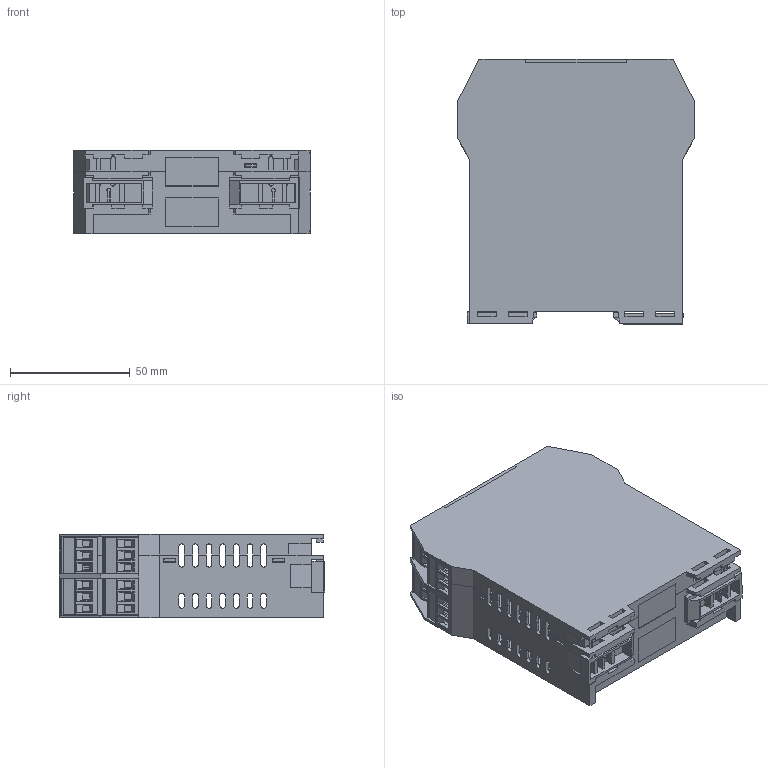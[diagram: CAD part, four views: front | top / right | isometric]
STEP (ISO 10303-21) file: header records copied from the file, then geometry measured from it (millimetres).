
FILE_DESCRIPTION(/* description */ (''),/* implementation_level */ '2;1');
FILE_NAME(/* name */ 'Z-GPRS3.iam.stp',/* time_stamp */ '2017-03-13T15:34:16+01:00',/* author */ ('teso'),/* organization */ (''),/* preprocessor_version */ 'ST-DEVELOPER v16.5',/* originating_system */ 'Autodesk Inventor 2017',/* authorisation */ '');
FILE_SCHEMA (('CONFIG_CONTROL_DESIGN','AUTOMOTIVE_DESIGN { 1 0 10303 214 3 1 1 }'));
Products named in the file (18): Z-GPRS3; contenitore; gancio fissaggio; connettore bus; contenitore_1; Fix1_MIR1; Coperchio-post.; Coperchio-ant.2; MSTB_2.5_3-ST-5.08; MSTB_2.5_3-ST-5.08_CPY; MSTB_2.5_3-ST-5.08_MIR; MSTB_2.5_3-ST-5.08_CPY_MIR; MSTB_2.5_3-ST-5.08_MIR1; MSTB_2.5_3-ST-5.08_CPY_MIR1; MSTB_2.5_3-ST-5.08_MIR_MIR; MSTB_2.5_3-ST-5.08_CPY_MIR_MIR; micro usb; COPRI-INTERNO
Assembly tree (18 placements, depth 2):
  Z-GPRS3
    contenitore
    gancio fissaggio
    connettore bus
    Coperchio-post.  x2
    contenitore_1
    Fix1_MIR1
    Coperchio-ant.2
    MSTB_2.5_3-ST-5.08
    MSTB_2.5_3-ST-5.08_CPY
    MSTB_2.5_3-ST-5.08_MIR
    MSTB_2.5_3-ST-5.08_CPY_MIR
    MSTB_2.5_3-ST-5.08_MIR1
    MSTB_2.5_3-ST-5.08_CPY_MIR1
    MSTB_2.5_3-ST-5.08_MIR_MIR
    MSTB_2.5_3-ST-5.08_CPY_MIR_MIR
    micro usb
    COPRI-INTERNO
Bounding box: 98.5 x 110.73 x 35 mm (x, y, z)
Volume: 72666.1 mm3; surface area: 90665.9 mm2
Topology: 18 solids, 18 shells, 2702 faces, 7201 edges, 4694 vertices
Faces by surface type: plane 2169, cylinder 529, cone 4
Full cylindrical faces by diameter (mm): 0.609 x8, 1.4 x24, 1.5 x4, 1.6 x4, 2.8 x24, 3 x4, 3.783 x24, 4 x24
Entity records: 83990 total; most frequent: CARTESIAN_POINT 14391, ORIENTED_EDGE 14042, DIRECTION 13707, EDGE_CURVE 7021, LINE 5799, VECTOR 5799, VERTEX_POINT 4638, AXIS2_PLACEMENT_3D 3954
